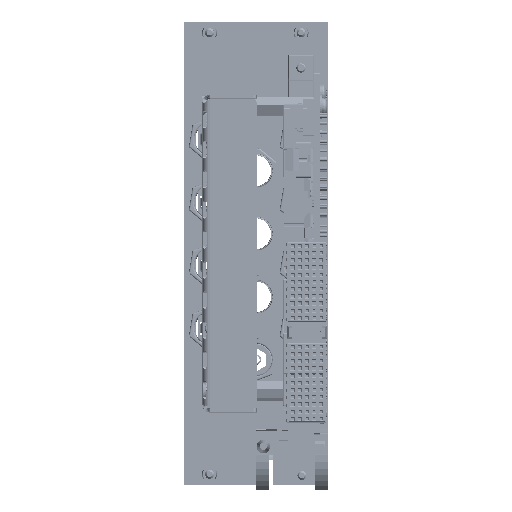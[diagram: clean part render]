
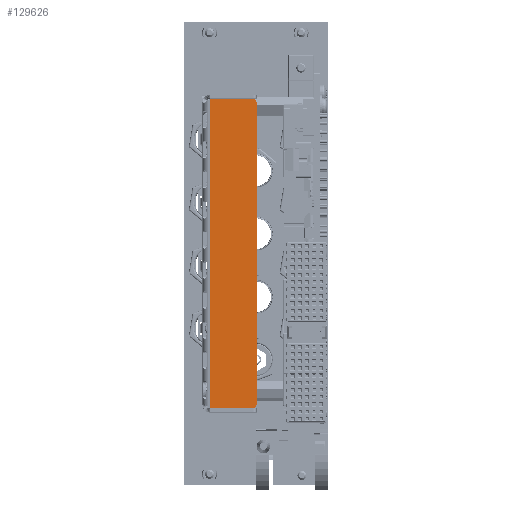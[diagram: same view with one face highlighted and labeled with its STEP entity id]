
A CAD part, top view. The second image highlights one B-rep face of the part: STEP entity #129626.
In plain terms, the highlighted planar face has unit normal (0, 0, 1).
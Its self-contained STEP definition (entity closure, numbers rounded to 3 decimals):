
#3351 = CARTESIAN_POINT ( 'NONE',  ( -52.11, -38.83, 131.218 ) ) ;
#3366 = DIRECTION ( 'NONE',  ( 1., 0., 0. ) ) ;
#3383 = CARTESIAN_POINT ( 'NONE',  ( -40.11, -37.83, 131.218 ) ) ;
#3384 = DIRECTION ( 'NONE',  ( 0., 0., 1. ) ) ;
#3385 = DIRECTION ( 'NONE',  ( 1., 0., 0. ) ) ;
#3403 = CARTESIAN_POINT ( 'NONE',  ( -40.11, 46.028, 131.218 ) ) ;
#3404 = DIRECTION ( 'NONE',  ( 0., 0., 1. ) ) ;
#3405 = DIRECTION ( 'NONE',  ( 1., 0., 0. ) ) ;
#3408 = CARTESIAN_POINT ( 'NONE',  ( -52.11, 47.028, 131.218 ) ) ;
#3422 = DIRECTION ( 'NONE',  ( 1., 0., 0. ) ) ;
#3445 = CARTESIAN_POINT ( 'NONE',  ( -52.11, 48.099, 131.218 ) ) ;
#3448 = CARTESIAN_POINT ( 'NONE',  ( -39.11, -39.901, 131.218 ) ) ;
#3450 = DIRECTION ( 'NONE',  ( 0., 1., 0. ) ) ;
#3458 = DIRECTION ( 'NONE',  ( 0., 1., 0. ) ) ;
#26930 = VERTEX_POINT ( 'NONE', #102558 ) ;
#26935 = VERTEX_POINT ( 'NONE', #102560 ) ;
#26942 = VERTEX_POINT ( 'NONE', #102562 ) ;
#26965 = VERTEX_POINT ( 'NONE', #102570 ) ;
#49260 = EDGE_LOOP ( 'NONE', ( #167121, #167123, #167125, #167128, #167131, #167134 ) ) ;
#74337 = AXIS2_PLACEMENT_3D ( 'NONE', #3383, #3384, #3385 ) ;
#74344 = AXIS2_PLACEMENT_3D ( 'NONE', #3403, #3404, #3405 ) ;
#89464 = AXIS2_PLACEMENT_3D ( 'NONE', #237346, #237348, #237351 ) ;
#102558 = CARTESIAN_POINT ( 'NONE',  ( -39.11, -37.83, 131.218 ) ) ;
#102560 = CARTESIAN_POINT ( 'NONE',  ( -52.11, -38.83, 131.218 ) ) ;
#102562 = CARTESIAN_POINT ( 'NONE',  ( -40.11, -38.83, 131.218 ) ) ;
#102570 = CARTESIAN_POINT ( 'NONE',  ( -52.11, 47.028, 131.218 ) ) ;
#119398 = FACE_OUTER_BOUND ( 'NONE', #49260, .T. ) ;
#123240 = EDGE_CURVE ( 'NONE', #26935, #26942, #237296, .T. ) ;
#123245 = EDGE_CURVE ( 'NONE', #26942, #26930, #237332, .T. ) ;
#123251 = EDGE_CURVE ( 'NONE', #124656, #124626, #237350, .T. ) ;
#123260 = EDGE_CURVE ( 'NONE', #26965, #124626, #237377, .T. ) ;
#123270 = EDGE_CURVE ( 'NONE', #26930, #124656, #237374, .T. ) ;
#123272 = EDGE_CURVE ( 'NONE', #26935, #26965, #237391, .T. ) ;
#124626 = VERTEX_POINT ( 'NONE', #247896 ) ;
#124656 = VERTEX_POINT ( 'NONE', #248059 ) ;
#129626 = ADVANCED_FACE ( 'NONE', ( #119398 ), #237322, .F. ) ;
#167121 = ORIENTED_EDGE ( 'NONE', *, *, #123270, .T. ) ;
#167123 = ORIENTED_EDGE ( 'NONE', *, *, #123251, .T. ) ;
#167125 = ORIENTED_EDGE ( 'NONE', *, *, #123260, .F. ) ;
#167128 = ORIENTED_EDGE ( 'NONE', *, *, #123272, .F. ) ;
#167131 = ORIENTED_EDGE ( 'NONE', *, *, #123240, .T. ) ;
#167134 = ORIENTED_EDGE ( 'NONE', *, *, #123245, .T. ) ;
#237296 = LINE ( 'NONE', #3351, #237344 ) ;
#237322 = PLANE ( 'NONE',  #89464 ) ;
#237332 = CIRCLE ( 'NONE', #74337, 1. ) ;
#237344 = VECTOR ( 'NONE', #3366, 1000. ) ;
#237346 = CARTESIAN_POINT ( 'NONE',  ( -53.11, -39.901, 131.218 ) ) ;
#237348 = DIRECTION ( 'NONE',  ( 0., 0., -1. ) ) ;
#237350 = CIRCLE ( 'NONE', #74344, 1. ) ;
#237351 = DIRECTION ( 'NONE',  ( 1., 0., 0. ) ) ;
#237374 = LINE ( 'NONE', #3448, #237401 ) ;
#237377 = LINE ( 'NONE', #3408, #237381 ) ;
#237381 = VECTOR ( 'NONE', #3422, 1000. ) ;
#237391 = LINE ( 'NONE', #3445, #237407 ) ;
#237401 = VECTOR ( 'NONE', #3450, 1000. ) ;
#237407 = VECTOR ( 'NONE', #3458, 1000. ) ;
#247896 = CARTESIAN_POINT ( 'NONE',  ( -40.11, 47.028, 131.218 ) ) ;
#248059 = CARTESIAN_POINT ( 'NONE',  ( -39.11, 46.028, 131.218 ) ) ;
